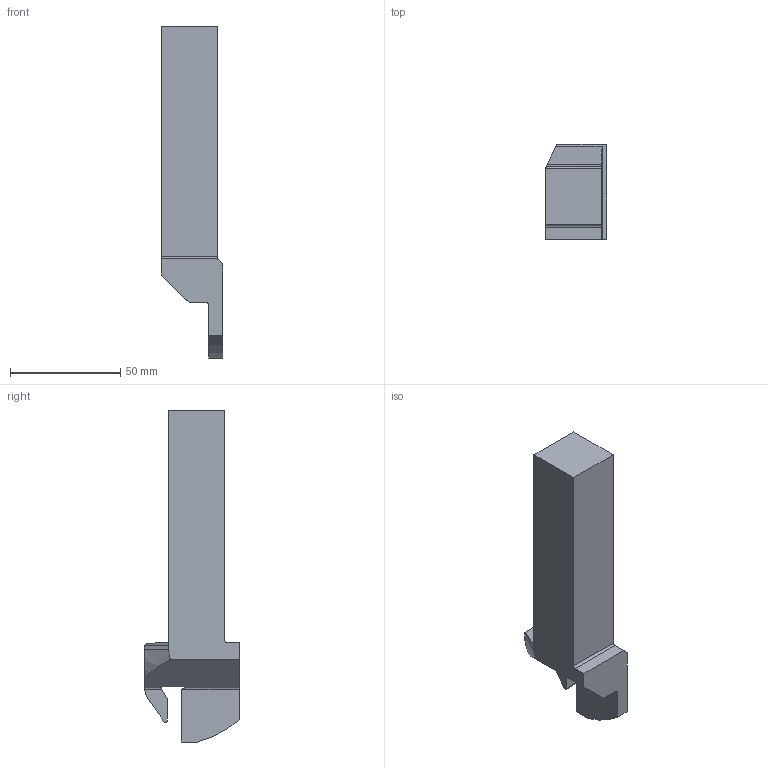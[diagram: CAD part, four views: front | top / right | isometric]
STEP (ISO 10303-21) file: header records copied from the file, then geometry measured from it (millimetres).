
FILE_DESCRIPTION(/* description */ (''),/* implementation_level */ '2;1');
FILE_NAME(/* name */ 'GYPLUS16D00-K25.stp',/* time_stamp */ '2017-01-13T13:47:44+09:00',/* author */ (''),/* organization */ (''),/* preprocessor_version */ 'ST-DEVELOPER v16',/* originating_system */ 'SIEMENS PLM Software NX 10.0',/* authorisation */ '');
FILE_SCHEMA (('AUTOMOTIVE_DESIGN { 1 0 10303 214 3 1 1 1 }'));
Length unit declared in the file: millimetre
Products named in the file (1): GYPLUS16D00-K25
Bounding box: 27.78 x 43 x 150.4 mm (x, y, z)
Volume: 90460.9 mm3; surface area: 17807.2 mm2
Topology: 1 solids, 1 shells, 64 faces, 180 edges, 117 vertices
Faces by surface type: plane 32, cylinder 25, cone 5, torus 2
Entity records: 2231 total; most frequent: CARTESIAN_POINT 519, ORIENTED_EDGE 356, DIRECTION 352, EDGE_CURVE 178, AXIS2_PLACEMENT_3D 123, VERTEX_POINT 117, LINE 106, VECTOR 106
